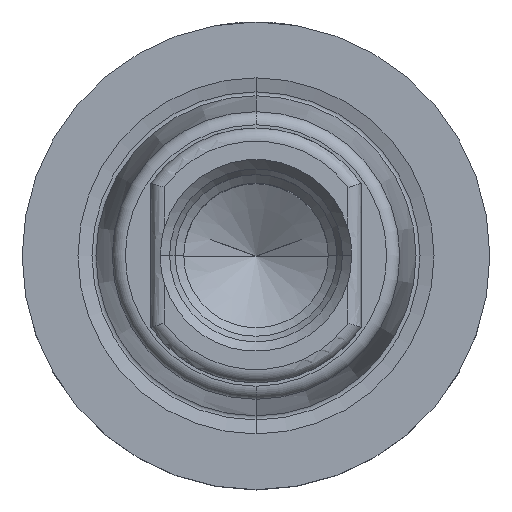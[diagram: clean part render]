
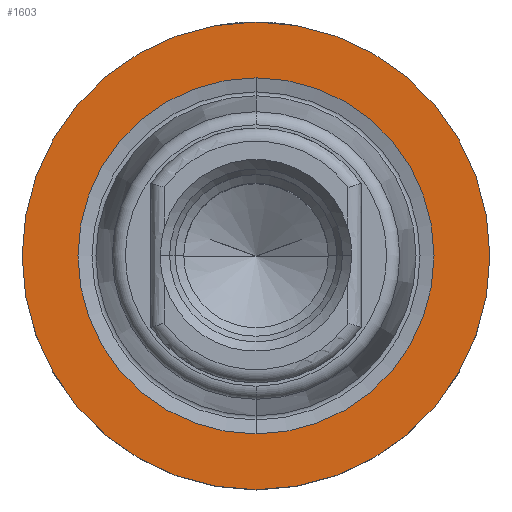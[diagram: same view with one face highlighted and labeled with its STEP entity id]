
A CAD part, top view. The second image highlights one B-rep face of the part: STEP entity #1603.
In plain terms, the highlighted planar face has unit normal (0, 0, 1).
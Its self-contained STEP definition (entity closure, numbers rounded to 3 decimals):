
#403=CARTESIAN_POINT('',(0.,0.,0.));
#404=DIRECTION('',(0.,0.,1.));
#405=DIRECTION('',(0.,-1.,0.));
#406=AXIS2_PLACEMENT_3D('',#403,#404,#405);
#411=CARTESIAN_POINT('',(0.,0.,0.));
#412=DIRECTION('',(0.,0.,-1.));
#413=DIRECTION('',(0.,-1.,0.));
#414=AXIS2_PLACEMENT_3D('',#411,#412,#413);
#419=CARTESIAN_POINT('',(0.,0.,0.));
#420=DIRECTION('',(0.,0.,-1.));
#421=DIRECTION('',(0.,-1.,0.));
#422=AXIS2_PLACEMENT_3D('',#419,#420,#421);
#441=CARTESIAN_POINT('',(0.,0.,0.));
#442=DIRECTION('',(0.,0.,1.));
#443=DIRECTION('',(0.,-1.,0.));
#444=AXIS2_PLACEMENT_3D('',#441,#442,#443);
#1097=CARTESIAN_POINT('',(0.,-6.776,0.));
#1099=VERTEX_POINT('',#1097);
#1107=CARTESIAN_POINT('',(0.,6.776,0.));
#1109=VERTEX_POINT('',#1107);
#1117=CARTESIAN_POINT('',(0.,-8.9,0.));
#1118=CARTESIAN_POINT('',(0.,8.9,0.));
#1119=VERTEX_POINT('',#1117);
#1120=VERTEX_POINT('',#1118);
#1588=CARTESIAN_POINT('',(0.,0.,0.));
#1589=DIRECTION('',(0.,0.,-1.));
#1590=DIRECTION('',(0.,1.,0.));
#1591=AXIS2_PLACEMENT_3D('',#1588,#1589,#1590);
#1592=PLANE('',#1591);
#1593=ORIENTED_EDGE('',*,*,#1512,.F.);
#1594=ORIENTED_EDGE('',*,*,#1579,.T.);
#1595=EDGE_LOOP('',(#1593,#1594));
#1596=FACE_OUTER_BOUND('',#1595,.F.);
#1598=ORIENTED_EDGE('',*,*,#1597,.F.);
#1600=ORIENTED_EDGE('',*,*,#1599,.T.);
#1601=EDGE_LOOP('',(#1598,#1600));
#1602=FACE_BOUND('',#1601,.F.);
#407=CIRCLE('',#406,8.9);
#415=CIRCLE('',#414,8.9);
#423=CIRCLE('',#422,6.776);
#445=CIRCLE('',#444,6.776);
#1512=EDGE_CURVE('',#1119,#1120,#407,.T.);
#1579=EDGE_CURVE('',#1119,#1120,#415,.T.);
#1597=EDGE_CURVE('',#1099,#1109,#423,.T.);
#1599=EDGE_CURVE('',#1099,#1109,#445,.T.);
#1603=ADVANCED_FACE('',(#1596,#1602),#1592,.F.);
